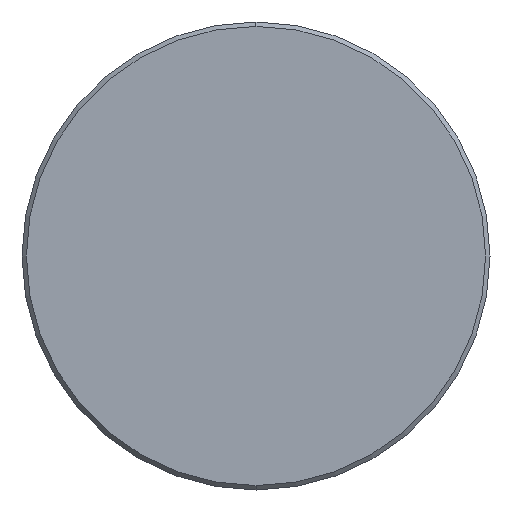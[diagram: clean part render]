
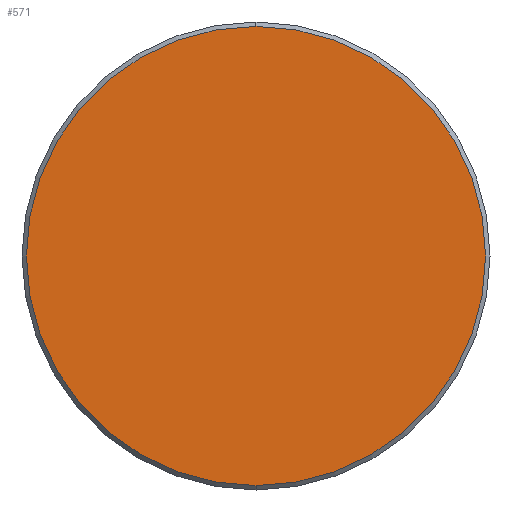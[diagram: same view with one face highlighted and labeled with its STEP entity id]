
A CAD part, left-side view. The second image highlights one B-rep face of the part: STEP entity #571.
In plain terms, the highlighted planar face has unit normal (-1, 0, 0).
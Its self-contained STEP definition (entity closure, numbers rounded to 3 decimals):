
#57 = CIRCLE ( 'NONE', #946, 15.7 ) ;
#74 = CARTESIAN_POINT ( 'NONE',  ( 0., 0., 0. ) ) ;
#84 = AXIS2_PLACEMENT_3D ( 'NONE', #74, #713, #628 ) ;
#86 = VERTEX_POINT ( 'NONE', #911 ) ;
#138 = DIRECTION ( 'NONE',  ( 0., 0., 1. ) ) ;
#172 = CARTESIAN_POINT ( 'NONE',  ( 0., 0., 0. ) ) ;
#176 = ORIENTED_EDGE ( 'NONE', *, *, #915, .T. ) ;
#214 = CARTESIAN_POINT ( 'NONE',  ( 0., 0., 0. ) ) ;
#224 = EDGE_CURVE ( 'NONE', #749, #86, #57, .T. ) ;
#262 = ORIENTED_EDGE ( 'NONE', *, *, #224, .T. ) ;
#329 = CIRCLE ( 'NONE', #552, 15.7 ) ;
#349 = EDGE_LOOP ( 'NONE', ( #262, #176 ) ) ;
#381 = PLANE ( 'NONE',  #84 ) ;
#469 = CARTESIAN_POINT ( 'NONE',  ( 0., 0., -15.7 ) ) ;
#552 = AXIS2_PLACEMENT_3D ( 'NONE', #214, #778, #138 ) ;
#571 = ADVANCED_FACE ( 'NONE', ( #1010 ), #381, .F. ) ;
#628 = DIRECTION ( 'NONE',  ( 0., 0., -1. ) ) ;
#713 = DIRECTION ( 'NONE',  ( 1., 0., 0. ) ) ;
#729 = DIRECTION ( 'NONE',  ( 0., 0., 1. ) ) ;
#749 = VERTEX_POINT ( 'NONE', #469 ) ;
#778 = DIRECTION ( 'NONE',  ( -1., 0., 0. ) ) ;
#890 = DIRECTION ( 'NONE',  ( -1., 0., 0. ) ) ;
#911 = CARTESIAN_POINT ( 'NONE',  ( 0., 0., 15.7 ) ) ;
#915 = EDGE_CURVE ( 'NONE', #86, #749, #329, .T. ) ;
#946 = AXIS2_PLACEMENT_3D ( 'NONE', #172, #890, #729 ) ;
#1010 = FACE_OUTER_BOUND ( 'NONE', #349, .T. ) ;
